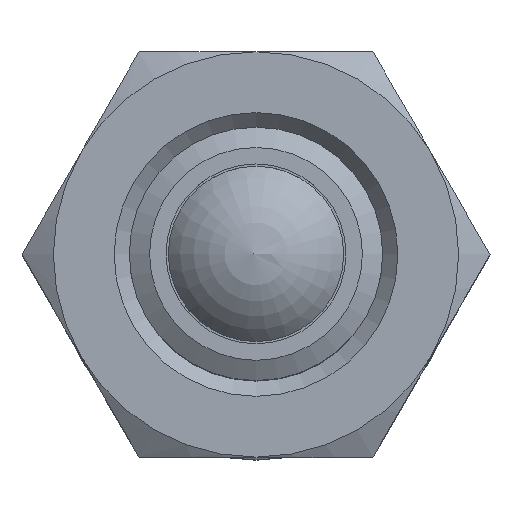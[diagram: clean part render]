
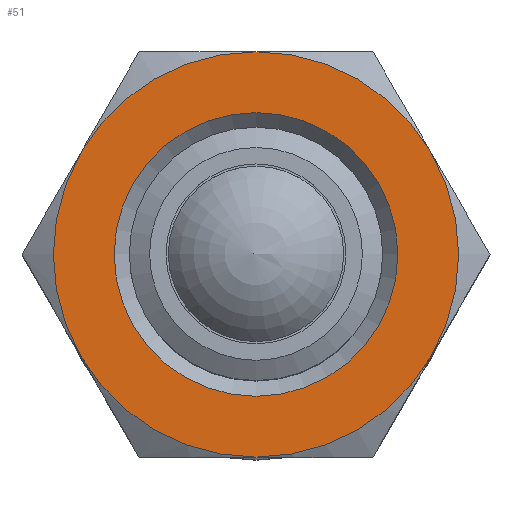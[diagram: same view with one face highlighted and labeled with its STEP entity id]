
A CAD part, top view. The second image highlights one B-rep face of the part: STEP entity #51.
In plain terms, the highlighted planar face has unit normal (0, 0, 1).
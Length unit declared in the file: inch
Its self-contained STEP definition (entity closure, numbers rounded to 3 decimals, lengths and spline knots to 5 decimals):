
#27 = EDGE_LOOP ( 'NONE', ( #1956, #2146, #1824, #1781, #456, #127 ) ) ;
#51 = ADVANCED_FACE ( 'NONE', ( #617, #1356 ), #2045, .T. ) ;
#127 = ORIENTED_EDGE ( 'NONE', *, *, #462, .T. ) ;
#165 = DIRECTION ( 'NONE',  ( 0.5, 0.866, 0. ) ) ;
#189 = VERTEX_POINT ( 'NONE', #654 ) ;
#202 = CARTESIAN_POINT ( 'NONE',  ( 0., 0., 0.62032 ) ) ;
#210 = VERTEX_POINT ( 'NONE', #1190 ) ;
#219 = CARTESIAN_POINT ( 'NONE',  ( 0., 0., 0.62032 ) ) ;
#245 = CIRCLE ( 'NONE', #507, 0.15748 ) ;
#257 = DIRECTION ( 'NONE',  ( 0., 0., 1. ) ) ;
#296 = CIRCLE ( 'NONE', #1966, 0.15748 ) ;
#375 = CARTESIAN_POINT ( 'NONE',  ( -0.09092, 0.15748, 0.62032 ) ) ;
#402 = CARTESIAN_POINT ( 'NONE',  ( 0., -0.15748, 0.62032 ) ) ;
#456 = ORIENTED_EDGE ( 'NONE', *, *, #854, .T. ) ;
#462 = EDGE_CURVE ( 'NONE', #1870, #1353, #296, .T. ) ;
#507 = AXIS2_PLACEMENT_3D ( 'NONE', #1272, #257, #1786 ) ;
#553 = CARTESIAN_POINT ( 'NONE',  ( -0.13638, -0.07874, 0.62032 ) ) ;
#617 = FACE_BOUND ( 'NONE', #1642, .T. ) ;
#654 = CARTESIAN_POINT ( 'NONE',  ( -0.13638, 0.07874, 0.62032 ) ) ;
#658 = CARTESIAN_POINT ( 'NONE',  ( 0., 0.15748, 0.62032 ) ) ;
#672 = EDGE_CURVE ( 'NONE', #1353, #189, #1090, .T. ) ;
#717 = EDGE_CURVE ( 'NONE', #733, #1118, #1859, .T. ) ;
#718 = DIRECTION ( 'NONE',  ( 0., 0., 1. ) ) ;
#733 = VERTEX_POINT ( 'NONE', #553 ) ;
#752 = DIRECTION ( 'NONE',  ( 0., 0., 1. ) ) ;
#766 = CIRCLE ( 'NONE', #906, 0.11024 ) ;
#854 = EDGE_CURVE ( 'NONE', #210, #1870, #245, .T. ) ;
#887 = EDGE_CURVE ( 'NONE', #189, #733, #1947, .T. ) ;
#906 = AXIS2_PLACEMENT_3D ( 'NONE', #1923, #1082, #1417 ) ;
#909 = DIRECTION ( 'NONE',  ( 0.5, 0.866, 0. ) ) ;
#982 = DIRECTION ( 'NONE',  ( -0.5, -0.866, 0. ) ) ;
#1002 = AXIS2_PLACEMENT_3D ( 'NONE', #202, #752, #909 ) ;
#1003 = DIRECTION ( 'NONE',  ( 0., 0., 1. ) ) ;
#1053 = DIRECTION ( 'NONE',  ( 0., 0., 1. ) ) ;
#1082 = DIRECTION ( 'NONE',  ( 0., 0., -1. ) ) ;
#1090 = CIRCLE ( 'NONE', #1002, 0.15748 ) ;
#1118 = VERTEX_POINT ( 'NONE', #402 ) ;
#1190 = CARTESIAN_POINT ( 'NONE',  ( 0.13638, -0.07874, 0.62032 ) ) ;
#1198 = EDGE_CURVE ( 'NONE', #2041, #2041, #766, .T. ) ;
#1218 = CIRCLE ( 'NONE', #1260, 0.15748 ) ;
#1227 = DIRECTION ( 'NONE',  ( 0., 0., 1. ) ) ;
#1260 = AXIS2_PLACEMENT_3D ( 'NONE', #1845, #718, #1680 ) ;
#1272 = CARTESIAN_POINT ( 'NONE',  ( 0., 0., 0.62032 ) ) ;
#1353 = VERTEX_POINT ( 'NONE', #658 ) ;
#1356 = FACE_OUTER_BOUND ( 'NONE', #27, .T. ) ;
#1375 = EDGE_CURVE ( 'NONE', #1118, #210, #1218, .T. ) ;
#1404 = DIRECTION ( 'NONE',  ( 0.5, 0.866, 0. ) ) ;
#1417 = DIRECTION ( 'NONE',  ( -0.5, -0.866, 0. ) ) ;
#1467 = CARTESIAN_POINT ( 'NONE',  ( 0.13638, 0.07874, 0.62032 ) ) ;
#1479 = CARTESIAN_POINT ( 'NONE',  ( -0.05512, -0.09547, 0.62032 ) ) ;
#1525 = AXIS2_PLACEMENT_3D ( 'NONE', #375, #1053, #982 ) ;
#1642 = EDGE_LOOP ( 'NONE', ( #2053 ) ) ;
#1680 = DIRECTION ( 'NONE',  ( 0.5, 0.866, 0. ) ) ;
#1725 = AXIS2_PLACEMENT_3D ( 'NONE', #219, #1227, #1404 ) ;
#1781 = ORIENTED_EDGE ( 'NONE', *, *, #1375, .T. ) ;
#1786 = DIRECTION ( 'NONE',  ( 0.5, 0.866, 0. ) ) ;
#1824 = ORIENTED_EDGE ( 'NONE', *, *, #717, .T. ) ;
#1845 = CARTESIAN_POINT ( 'NONE',  ( 0., 0., 0.62032 ) ) ;
#1859 = CIRCLE ( 'NONE', #1725, 0.15748 ) ;
#1870 = VERTEX_POINT ( 'NONE', #1467 ) ;
#1904 = AXIS2_PLACEMENT_3D ( 'NONE', #1928, #2016, #2039 ) ;
#1923 = CARTESIAN_POINT ( 'NONE',  ( 0., 0., 0.62032 ) ) ;
#1928 = CARTESIAN_POINT ( 'NONE',  ( 0., 0., 0.62032 ) ) ;
#1947 = CIRCLE ( 'NONE', #1904, 0.15748 ) ;
#1956 = ORIENTED_EDGE ( 'NONE', *, *, #672, .T. ) ;
#1966 = AXIS2_PLACEMENT_3D ( 'NONE', #2150, #1003, #165 ) ;
#2016 = DIRECTION ( 'NONE',  ( 0., 0., 1. ) ) ;
#2039 = DIRECTION ( 'NONE',  ( 0.5, 0.866, 0. ) ) ;
#2041 = VERTEX_POINT ( 'NONE', #1479 ) ;
#2045 = PLANE ( 'NONE',  #1525 ) ;
#2053 = ORIENTED_EDGE ( 'NONE', *, *, #1198, .T. ) ;
#2146 = ORIENTED_EDGE ( 'NONE', *, *, #887, .T. ) ;
#2150 = CARTESIAN_POINT ( 'NONE',  ( 0., 0., 0.62032 ) ) ;
